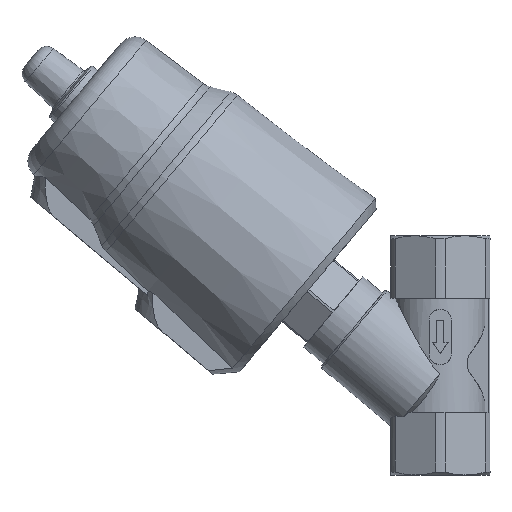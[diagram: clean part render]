
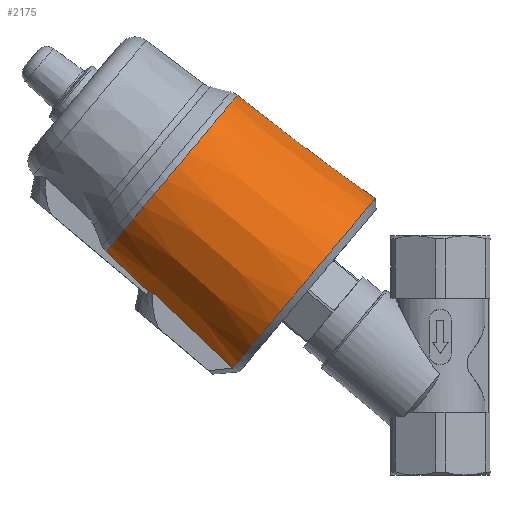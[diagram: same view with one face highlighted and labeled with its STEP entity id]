
A CAD part, left-side view. The second image highlights one B-rep face of the part: STEP entity #2175.
In plain terms, the highlighted conical face has half-angle 3 degrees and reference radius 28.445 mm.
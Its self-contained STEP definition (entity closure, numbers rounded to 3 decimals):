
#32=CONICAL_SURFACE('',#2374,28.445,0.052);
#91=B_SPLINE_CURVE_WITH_KNOTS('',3,(#3528,#3529,#3530,#3531),
 .UNSPECIFIED.,.F.,.F.,(4,4),(0.001,0.031),
 .UNSPECIFIED.);
#92=B_SPLINE_CURVE_WITH_KNOTS('',3,(#3534,#3535,#3536,#3537,#3538,#3539,
#3540,#3541,#3542,#3543,#3544,#3545,#3546,#3547,#3548,#3549,#3550,#3551,
#3552,#3553,#3554,#3555,#3556,#3557,#3558,#3559,#3560,#3561,#3562,#3563,
#3564,#3565,#3566,#3567,#3568,#3569,#3570,#3571,#3572,#3573,#3574,#3575,
#3576),.UNSPECIFIED.,.F.,.F.,(4,1,1,1,1,1,1,1,1,1,1,1,1,1,1,1,1,1,1,1,1,
1,1,1,1,1,1,1,1,1,1,1,1,1,1,1,1,1,1,1,4),(0.107,0.112,
0.115,0.118,0.123,0.126,
0.129,0.131,0.134,0.137,
0.14,0.142,0.145,0.15,
0.153,0.156,0.161,0.164,
0.167,0.172,0.177,0.183,
0.188,0.194,0.199,0.205,
0.21,0.215,0.221,0.226,
0.232,0.237,0.243,0.248,
0.253,0.259,0.264,0.267,
0.27,0.275,0.28),.UNSPECIFIED.);
#93=B_SPLINE_CURVE_WITH_KNOTS('',3,(#3578,#3579,#3580,#3581),
 .UNSPECIFIED.,.F.,.F.,(4,4),(0.001,0.031),
 .UNSPECIFIED.);
#94=B_SPLINE_CURVE_WITH_KNOTS('',3,(#3583,#3584,#3585,#3586),
 .UNSPECIFIED.,.F.,.F.,(4,4),(0.,0.002),
 .UNSPECIFIED.);
#95=B_SPLINE_CURVE_WITH_KNOTS('',3,(#3588,#3589,#3590,#3591),
 .UNSPECIFIED.,.F.,.F.,(4,4),(0.057,0.073),
 .UNSPECIFIED.);
#96=B_SPLINE_CURVE_WITH_KNOTS('',3,(#3592,#3593,#3594,#3595),
 .UNSPECIFIED.,.F.,.F.,(4,4),(0.057,0.073),
 .UNSPECIFIED.);
#97=B_SPLINE_CURVE_WITH_KNOTS('',3,(#3597,#3598,#3599,#3600),
 .UNSPECIFIED.,.F.,.F.,(4,4),(0.02,0.022),
 .UNSPECIFIED.);
#596=ORIENTED_EDGE('',*,*,#1226,.T.);
#597=ORIENTED_EDGE('',*,*,#1227,.T.);
#598=ORIENTED_EDGE('',*,*,#1228,.F.);
#599=ORIENTED_EDGE('',*,*,#1229,.T.);
#600=ORIENTED_EDGE('',*,*,#1230,.F.);
#601=ORIENTED_EDGE('',*,*,#1223,.T.);
#602=ORIENTED_EDGE('',*,*,#1231,.T.);
#603=ORIENTED_EDGE('',*,*,#1232,.T.);
#1223=EDGE_CURVE('',#1535,#1536,#1715,.T.);
#1226=EDGE_CURVE('',#1537,#1538,#91,.T.);
#1227=EDGE_CURVE('',#1538,#1539,#92,.T.);
#1228=EDGE_CURVE('',#1540,#1539,#93,.T.);
#1229=EDGE_CURVE('',#1540,#1541,#94,.T.);
#1230=EDGE_CURVE('',#1535,#1541,#95,.T.);
#1231=EDGE_CURVE('',#1536,#1542,#96,.T.);
#1232=EDGE_CURVE('',#1542,#1537,#97,.T.);
#1535=VERTEX_POINT('',#3517);
#1536=VERTEX_POINT('',#3518);
#1537=VERTEX_POINT('',#3532);
#1538=VERTEX_POINT('',#3533);
#1539=VERTEX_POINT('',#3577);
#1540=VERTEX_POINT('',#3582);
#1541=VERTEX_POINT('',#3587);
#1542=VERTEX_POINT('',#3596);
#1715=CIRCLE('',#2373,28.445);
#1802=EDGE_LOOP('',(#596,#597,#598,#599,#600,#601,#602,#603));
#1973=FACE_BOUND('',#1802,.T.);
#2175=ADVANCED_FACE('',(#1973),#32,.T.);
#2373=AXIS2_PLACEMENT_3D('',#3516,#2725,#2726);
#2374=AXIS2_PLACEMENT_3D('',#3527,#2727,#2728);
#2725=DIRECTION('',(0.643,-0.766,0.));
#2726=DIRECTION('',(0.766,0.643,0.));
#2727=DIRECTION('',(0.643,-0.766,0.));
#2728=DIRECTION('',(0.766,0.643,0.));
#3516=CARTESIAN_POINT('',(-81.47,73.298,0.));
#3517=CARTESIAN_POINT('',(-60.675,90.747,8.5));
#3518=CARTESIAN_POINT('',(-60.675,90.747,-8.5));
#3527=CARTESIAN_POINT('',(-81.47,73.298,0.));
#3528=CARTESIAN_POINT('',(-49.692,78.299,-10.));
#3529=CARTESIAN_POINT('',(-42.815,70.973,-10.));
#3530=CARTESIAN_POINT('',(-35.939,63.645,-10.));
#3531=CARTESIAN_POINT('',(-29.064,56.317,-10.));
#3532=CARTESIAN_POINT('',(-49.692,78.299,-10.));
#3533=CARTESIAN_POINT('',(-29.064,56.317,-10.));
#3534=CARTESIAN_POINT('',(-29.064,56.317,-10.));
#3535=CARTESIAN_POINT('',(-29.511,55.942,-11.705));
#3536=CARTESIAN_POINT('',(-30.349,55.238,-14.182));
#3537=CARTESIAN_POINT('',(-31.812,54.01,-17.301));
#3538=CARTESIAN_POINT('',(-33.455,52.632,-20.196));
#3539=CARTESIAN_POINT('',(-35.382,51.015,-22.802));
#3540=CARTESIAN_POINT('',(-37.574,49.175,-25.07));
#3541=CARTESIAN_POINT('',(-39.303,47.725,-26.554));
#3542=CARTESIAN_POINT('',(-41.123,46.197,-27.838));
#3543=CARTESIAN_POINT('',(-43.046,44.584,-28.92));
#3544=CARTESIAN_POINT('',(-45.031,42.918,-29.774));
#3545=CARTESIAN_POINT('',(-47.045,41.228,-30.391));
#3546=CARTESIAN_POINT('',(-49.094,39.509,-30.779));
#3547=CARTESIAN_POINT('',(-51.889,37.163,-30.982));
#3548=CARTESIAN_POINT('',(-54.651,34.845,-30.702));
#3549=CARTESIAN_POINT('',(-57.353,32.577,-29.959));
#3550=CARTESIAN_POINT('',(-60.035,30.327,-28.891));
#3551=CARTESIAN_POINT('',(-62.547,28.219,-27.392));
#3552=CARTESIAN_POINT('',(-64.893,26.25,-25.477));
#3553=CARTESIAN_POINT('',(-67.13,24.374,-23.268));
#3554=CARTESIAN_POINT('',(-69.577,22.32,-20.112));
#3555=CARTESIAN_POINT('',(-72.011,20.277,-15.623));
#3556=CARTESIAN_POINT('',(-73.773,18.799,-10.737));
#3557=CARTESIAN_POINT('',(-74.875,17.874,-5.442));
#3558=CARTESIAN_POINT('',(-75.241,17.567,0.007));
#3559=CARTESIAN_POINT('',(-74.876,17.874,5.433));
#3560=CARTESIAN_POINT('',(-73.774,18.798,10.733));
#3561=CARTESIAN_POINT('',(-72.013,20.276,15.619));
#3562=CARTESIAN_POINT('',(-69.58,22.318,20.108));
#3563=CARTESIAN_POINT('',(-66.64,24.785,23.901));
#3564=CARTESIAN_POINT('',(-63.17,27.696,27.024));
#3565=CARTESIAN_POINT('',(-59.411,30.851,29.263));
#3566=CARTESIAN_POINT('',(-55.329,34.276,30.637));
#3567=CARTESIAN_POINT('',(-51.208,37.734,31.05));
#3568=CARTESIAN_POINT('',(-47.016,41.252,30.507));
#3569=CARTESIAN_POINT('',(-43.035,44.593,29.042));
#3570=CARTESIAN_POINT('',(-39.244,47.774,26.649));
#3571=CARTESIAN_POINT('',(-36.455,50.114,24.015));
#3572=CARTESIAN_POINT('',(-34.417,51.824,21.499));
#3573=CARTESIAN_POINT('',(-32.587,53.36,18.798));
#3574=CARTESIAN_POINT('',(-30.646,54.989,15.048));
#3575=CARTESIAN_POINT('',(-29.51,55.942,11.704));
#3576=CARTESIAN_POINT('',(-29.064,56.317,10.));
#3577=CARTESIAN_POINT('',(-29.064,56.317,10.));
#3578=CARTESIAN_POINT('',(-49.692,78.299,10.));
#3579=CARTESIAN_POINT('',(-42.815,70.973,10.));
#3580=CARTESIAN_POINT('',(-35.939,63.645,10.));
#3581=CARTESIAN_POINT('',(-29.064,56.317,10.));
#3582=CARTESIAN_POINT('',(-49.692,78.299,10.));
#3583=CARTESIAN_POINT('',(-49.692,78.299,10.));
#3584=CARTESIAN_POINT('',(-49.821,78.69,9.52));
#3585=CARTESIAN_POINT('',(-49.932,79.052,9.02));
#3586=CARTESIAN_POINT('',(-50.029,79.387,8.5));
#3587=CARTESIAN_POINT('',(-50.029,79.387,8.5));
#3588=CARTESIAN_POINT('',(-60.675,90.747,8.5));
#3589=CARTESIAN_POINT('',(-57.126,86.961,8.5));
#3590=CARTESIAN_POINT('',(-53.577,83.174,8.5));
#3591=CARTESIAN_POINT('',(-50.029,79.387,8.5));
#3592=CARTESIAN_POINT('',(-60.675,90.747,-8.5));
#3593=CARTESIAN_POINT('',(-57.126,86.961,-8.5));
#3594=CARTESIAN_POINT('',(-53.577,83.174,-8.5));
#3595=CARTESIAN_POINT('',(-50.029,79.387,-8.5));
#3596=CARTESIAN_POINT('',(-50.029,79.387,-8.5));
#3597=CARTESIAN_POINT('',(-50.029,79.387,-8.5));
#3598=CARTESIAN_POINT('',(-49.931,79.051,-9.022));
#3599=CARTESIAN_POINT('',(-49.82,78.688,-9.523));
#3600=CARTESIAN_POINT('',(-49.692,78.299,-10.));
